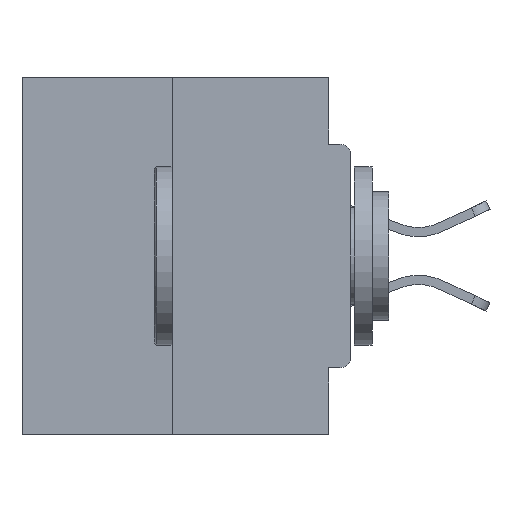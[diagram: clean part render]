
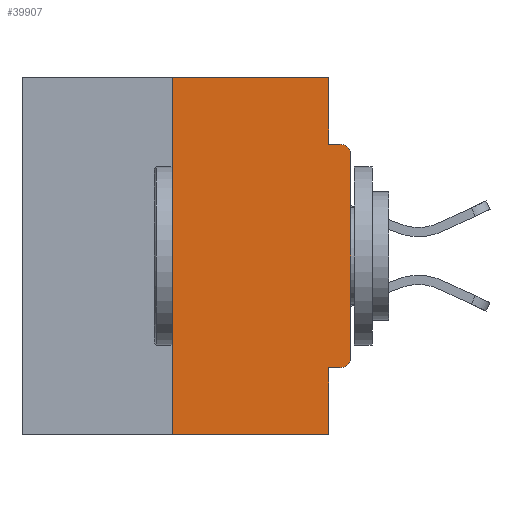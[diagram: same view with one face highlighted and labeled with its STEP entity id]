
A CAD part, left-side view. The second image highlights one B-rep face of the part: STEP entity #39907.
In plain terms, the highlighted planar face has unit normal (-1, 0, 0).
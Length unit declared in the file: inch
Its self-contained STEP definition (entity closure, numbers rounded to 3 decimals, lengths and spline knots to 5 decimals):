
#953 = EDGE_CURVE ( 'NONE', #38223, #15828, #1996, .T. ) ;
#1010 = VERTEX_POINT ( 'NONE', #35475 ) ;
#1103 = ORIENTED_EDGE ( 'NONE', *, *, #6460, .F. ) ;
#1996 = LINE ( 'NONE', #18663, #21263 ) ;
#2132 = DIRECTION ( 'NONE',  ( 0., 0., -1. ) ) ;
#2573 = CARTESIAN_POINT ( 'NONE',  ( 0., 0.25, -0.5 ) ) ;
#2634 = VECTOR ( 'NONE', #15719, 39.37008 ) ;
#3943 = DIRECTION ( 'NONE',  ( 0., 0., -1. ) ) ;
#4148 = DIRECTION ( 'NONE',  ( 0., -1., 0. ) ) ;
#4160 = ORIENTED_EDGE ( 'NONE', *, *, #15662, .T. ) ;
#4730 = VECTOR ( 'NONE', #13757, 39.37008 ) ;
#5612 = CARTESIAN_POINT ( 'NONE',  ( 0., 0.46, 0. ) ) ;
#6455 = CARTESIAN_POINT ( 'NONE',  ( 0., 0.015, -0.4065 ) ) ;
#6460 = EDGE_CURVE ( 'NONE', #8371, #38223, #12442, .T. ) ;
#7046 = EDGE_LOOP ( 'NONE', ( #38893, #31966, #4160, #13287, #1103, #14176, #12871, #32312, #25960, #16513 ) ) ;
#7846 = FACE_OUTER_BOUND ( 'NONE', #7046, .T. ) ;
#7909 = EDGE_CURVE ( 'NONE', #1010, #13604, #39579, .T. ) ;
#8237 = AXIS2_PLACEMENT_3D ( 'NONE', #24338, #37219, #2132 ) ;
#8371 = VERTEX_POINT ( 'NONE', #6455 ) ;
#12442 = LINE ( 'NONE', #39801, #19535 ) ;
#12871 = ORIENTED_EDGE ( 'NONE', *, *, #7909, .T. ) ;
#13287 = ORIENTED_EDGE ( 'NONE', *, *, #953, .F. ) ;
#13604 = VERTEX_POINT ( 'NONE', #37247 ) ;
#13640 = DIRECTION ( 'NONE',  ( -1., 0., 0. ) ) ;
#13757 = DIRECTION ( 'NONE',  ( 0., 0., 1. ) ) ;
#14139 = AXIS2_PLACEMENT_3D ( 'NONE', #29726, #13640, #36218 ) ;
#14176 = ORIENTED_EDGE ( 'NONE', *, *, #21242, .T. ) ;
#14878 = CARTESIAN_POINT ( 'NONE',  ( 0., 0.25, 0. ) ) ;
#15501 = VECTOR ( 'NONE', #3943, 39.37008 ) ;
#15662 = EDGE_CURVE ( 'NONE', #35103, #15828, #16282, .T. ) ;
#15675 = EDGE_CURVE ( 'NONE', #13604, #25066, #39551, .T. ) ;
#15719 = DIRECTION ( 'NONE',  ( 0., 0., 1. ) ) ;
#15828 = VERTEX_POINT ( 'NONE', #23889 ) ;
#16282 = LINE ( 'NONE', #39097, #36947 ) ;
#16513 = ORIENTED_EDGE ( 'NONE', *, *, #20845, .F. ) ;
#16746 = AXIS2_PLACEMENT_3D ( 'NONE', #35038, #38297, #19082 ) ;
#17048 = CARTESIAN_POINT ( 'NONE',  ( 0., 0., -0.0935 ) ) ;
#17452 = VERTEX_POINT ( 'NONE', #14878 ) ;
#17861 = LINE ( 'NONE', #5612, #20959 ) ;
#18132 = EDGE_CURVE ( 'NONE', #37057, #25066, #34364, .T. ) ;
#18216 = DIRECTION ( 'NONE',  ( 0., -1., 0. ) ) ;
#18663 = CARTESIAN_POINT ( 'NONE',  ( 0., 0.031, -0.5 ) ) ;
#18948 = CARTESIAN_POINT ( 'NONE',  ( 0., 0.031, -0.4065 ) ) ;
#19082 = DIRECTION ( 'NONE',  ( 0., 0., -1. ) ) ;
#19535 = VECTOR ( 'NONE', #29865, 39.37008 ) ;
#19548 = LINE ( 'NONE', #29803, #15501 ) ;
#20845 = EDGE_CURVE ( 'NONE', #23917, #37057, #19548, .T. ) ;
#20959 = VECTOR ( 'NONE', #18216, 39.37008 ) ;
#21242 = EDGE_CURVE ( 'NONE', #8371, #1010, #38711, .T. ) ;
#21263 = VECTOR ( 'NONE', #41303, 39.37008 ) ;
#21411 = PLANE ( 'NONE',  #8237 ) ;
#21839 = EDGE_CURVE ( 'NONE', #35103, #17452, #36072, .T. ) ;
#22952 = CARTESIAN_POINT ( 'NONE',  ( 0., 0.25, 0. ) ) ;
#23889 = CARTESIAN_POINT ( 'NONE',  ( 0., 0.031, -0.5 ) ) ;
#23917 = VERTEX_POINT ( 'NONE', #35698 ) ;
#24221 = VECTOR ( 'NONE', #4148, 39.37008 ) ;
#24338 = CARTESIAN_POINT ( 'NONE',  ( 0., 0.46, 0. ) ) ;
#25066 = VERTEX_POINT ( 'NONE', #41767 ) ;
#25281 = CARTESIAN_POINT ( 'NONE',  ( 0., 0., 0. ) ) ;
#25960 = ORIENTED_EDGE ( 'NONE', *, *, #18132, .F. ) ;
#29726 = CARTESIAN_POINT ( 'NONE',  ( 0., 0.015, -0.1085 ) ) ;
#29733 = CARTESIAN_POINT ( 'NONE',  ( 0., 0.031, -0.0935 ) ) ;
#29803 = CARTESIAN_POINT ( 'NONE',  ( 0., 0.031, 0. ) ) ;
#29865 = DIRECTION ( 'NONE',  ( 0., 1., 0. ) ) ;
#30085 = EDGE_CURVE ( 'NONE', #17452, #23917, #17861, .T. ) ;
#31966 = ORIENTED_EDGE ( 'NONE', *, *, #21839, .F. ) ;
#32312 = ORIENTED_EDGE ( 'NONE', *, *, #15675, .T. ) ;
#34364 = LINE ( 'NONE', #17048, #24221 ) ;
#35038 = CARTESIAN_POINT ( 'NONE',  ( 0., 0.015, -0.3915 ) ) ;
#35103 = VERTEX_POINT ( 'NONE', #2573 ) ;
#35475 = CARTESIAN_POINT ( 'NONE',  ( 0., 0., -0.3915 ) ) ;
#35698 = CARTESIAN_POINT ( 'NONE',  ( 0., 0.031, 0. ) ) ;
#36072 = LINE ( 'NONE', #22952, #4730 ) ;
#36218 = DIRECTION ( 'NONE',  ( 0., 0., -1. ) ) ;
#36947 = VECTOR ( 'NONE', #39642, 39.37008 ) ;
#37057 = VERTEX_POINT ( 'NONE', #29733 ) ;
#37219 = DIRECTION ( 'NONE',  ( 1., 0., 0. ) ) ;
#37247 = CARTESIAN_POINT ( 'NONE',  ( 0., 0., -0.1085 ) ) ;
#38223 = VERTEX_POINT ( 'NONE', #18948 ) ;
#38297 = DIRECTION ( 'NONE',  ( -1., 0., 0. ) ) ;
#38711 = CIRCLE ( 'NONE', #16746, 0.015 ) ;
#38893 = ORIENTED_EDGE ( 'NONE', *, *, #30085, .F. ) ;
#39097 = CARTESIAN_POINT ( 'NONE',  ( 0., 0.46, -0.5 ) ) ;
#39551 = CIRCLE ( 'NONE', #14139, 0.015 ) ;
#39579 = LINE ( 'NONE', #25281, #2634 ) ;
#39642 = DIRECTION ( 'NONE',  ( 0., -1., 0. ) ) ;
#39801 = CARTESIAN_POINT ( 'NONE',  ( 0., 0., -0.4065 ) ) ;
#39907 = ADVANCED_FACE ( 'NONE', ( #7846 ), #21411, .F. ) ;
#41303 = DIRECTION ( 'NONE',  ( 0., 0., -1. ) ) ;
#41767 = CARTESIAN_POINT ( 'NONE',  ( 0., 0.015, -0.0935 ) ) ;
